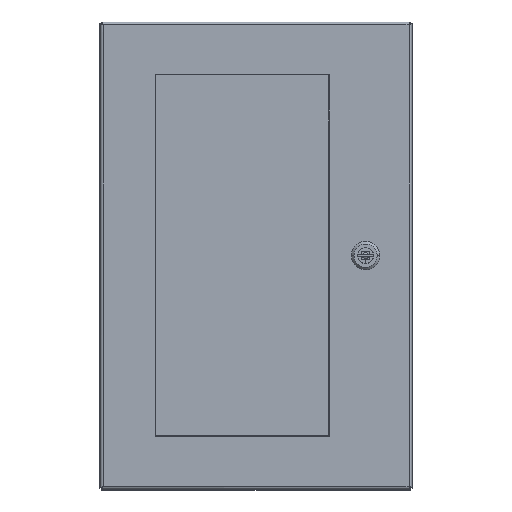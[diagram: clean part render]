
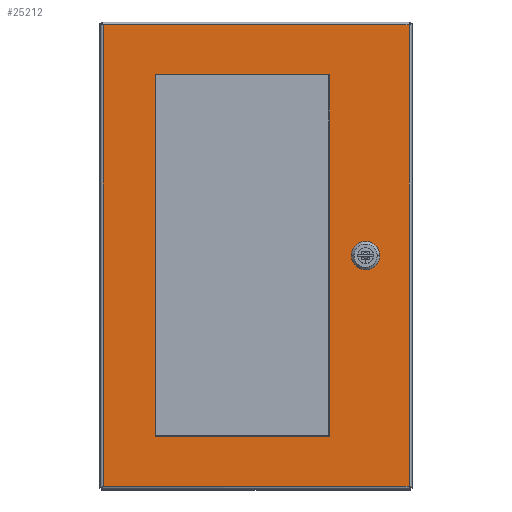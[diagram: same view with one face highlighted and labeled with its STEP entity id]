
A CAD part, front view. The second image highlights one B-rep face of the part: STEP entity #25212.
In plain terms, the highlighted planar face has unit normal (0, -1, 0).
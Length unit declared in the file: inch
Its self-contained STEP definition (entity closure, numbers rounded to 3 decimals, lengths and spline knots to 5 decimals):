
#25 = LINE ( 'NONE', #9724, #14699 ) ;
#215 = LINE ( 'NONE', #21972, #21521 ) ;
#370 = VERTEX_POINT ( 'NONE', #30319 ) ;
#653 = CARTESIAN_POINT ( 'NONE',  ( 4.6545, -1.796, -9.3105 ) ) ;
#773 = CARTESIAN_POINT ( 'NONE',  ( -5.946, -1.796, -2.059 ) ) ;
#1032 = CARTESIAN_POINT ( 'NONE',  ( 2.871, -1.796, -2.059 ) ) ;
#1326 = CARTESIAN_POINT ( 'NONE',  ( 5.947, -1.796, -0.108 ) ) ;
#1417 = VECTOR ( 'NONE', #20033, 39.37008 ) ;
#1427 = FACE_BOUND ( 'NONE', #29015, .T. ) ;
#1596 = EDGE_CURVE ( 'NONE', #19626, #27139, #27505, .T. ) ;
#1864 = CARTESIAN_POINT ( 'NONE',  ( 3.8635, -1.796, -8.8485 ) ) ;
#1920 = ORIENTED_EDGE ( 'NONE', *, *, #14461, .T. ) ;
#2068 = EDGE_CURVE ( 'NONE', #19397, #3595, #20768, .T. ) ;
#2090 = CARTESIAN_POINT ( 'NONE',  ( -5.946, -1.796, -18.051 ) ) ;
#2455 = LINE ( 'NONE', #28996, #22954 ) ;
#3154 = VECTOR ( 'NONE', #10211, 39.37008 ) ;
#3398 = CARTESIAN_POINT ( 'NONE',  ( 4.028, -1.796, -9.475 ) ) ;
#3438 = VECTOR ( 'NONE', #28175, 39.37008 ) ;
#3595 = VERTEX_POINT ( 'NONE', #1326 ) ;
#3603 = EDGE_CURVE ( 'NONE', #370, #16848, #11171, .T. ) ;
#4071 = CARTESIAN_POINT ( 'NONE',  ( 5.947, -1.796, -18.051 ) ) ;
#4198 = EDGE_CURVE ( 'NONE', #28865, #12361, #17655, .T. ) ;
#4493 = ORIENTED_EDGE ( 'NONE', *, *, #4811, .T. ) ;
#4625 = DIRECTION ( 'NONE',  ( -0.707, 0., 0.707 ) ) ;
#4811 = EDGE_CURVE ( 'NONE', #31204, #18596, #7576, .T. ) ;
#5536 = LINE ( 'NONE', #773, #18971 ) ;
#5567 = ORIENTED_EDGE ( 'NONE', *, *, #13970, .T. ) ;
#5992 = DIRECTION ( 'NONE',  ( -1., 0., 0. ) ) ;
#6346 = VECTOR ( 'NONE', #10671, 39.37008 ) ;
#6925 = CARTESIAN_POINT ( 'NONE',  ( -5.946, -1.796, -18.051 ) ) ;
#7329 = LINE ( 'NONE', #2090, #8106 ) ;
#7528 = ORIENTED_EDGE ( 'NONE', *, *, #30795, .T. ) ;
#7576 = LINE ( 'NONE', #26334, #24633 ) ;
#7673 = LINE ( 'NONE', #12429, #3154 ) ;
#8106 = VECTOR ( 'NONE', #16708, 39.37008 ) ;
#8376 = VECTOR ( 'NONE', #19721, 39.37008 ) ;
#8789 = DIRECTION ( 'NONE',  ( 0., 0., 1. ) ) ;
#9724 = CARTESIAN_POINT ( 'NONE',  ( 4.028, -1.796, -9.475 ) ) ;
#10054 = CARTESIAN_POINT ( 'NONE',  ( 5.947, -1.796, -18.051 ) ) ;
#10211 = DIRECTION ( 'NONE',  ( 0.707, 0., 0.707 ) ) ;
#10671 = DIRECTION ( 'NONE',  ( 0., 0., -1. ) ) ;
#10773 = DIRECTION ( 'NONE',  ( 0., 0., 1. ) ) ;
#10828 = CARTESIAN_POINT ( 'NONE',  ( 4.6545, -1.796, -8.8485 ) ) ;
#10884 = ORIENTED_EDGE ( 'NONE', *, *, #21708, .T. ) ;
#10955 = EDGE_CURVE ( 'NONE', #28813, #370, #25, .T. ) ;
#11122 = PLANE ( 'NONE',  #26872 ) ;
#11171 = LINE ( 'NONE', #30555, #23823 ) ;
#11240 = EDGE_LOOP ( 'NONE', ( #16329, #22531, #4493, #1920, #17878, #28574, #16042, #17526 ) ) ;
#11721 = LINE ( 'NONE', #16799, #31163 ) ;
#12153 = DIRECTION ( 'NONE',  ( -1., 0., 0. ) ) ;
#12194 = CARTESIAN_POINT ( 'NONE',  ( 4.6545, -1.796, -9.3105 ) ) ;
#12361 = VERTEX_POINT ( 'NONE', #23166 ) ;
#12409 = CARTESIAN_POINT ( 'NONE',  ( 4.6545, -1.796, -18.051 ) ) ;
#12429 = CARTESIAN_POINT ( 'NONE',  ( 3.8635, -1.796, -8.8485 ) ) ;
#12639 = ORIENTED_EDGE ( 'NONE', *, *, #4198, .T. ) ;
#12955 = ORIENTED_EDGE ( 'NONE', *, *, #2068, .T. ) ;
#13355 = DIRECTION ( 'NONE',  ( 0., -1., 0. ) ) ;
#13494 = ORIENTED_EDGE ( 'NONE', *, *, #28436, .T. ) ;
#13970 = EDGE_CURVE ( 'NONE', #18041, #28865, #5536, .T. ) ;
#14461 = EDGE_CURVE ( 'NONE', #18596, #17955, #215, .T. ) ;
#14507 = ORIENTED_EDGE ( 'NONE', *, *, #24992, .T. ) ;
#14699 = VECTOR ( 'NONE', #4625, 39.37008 ) ;
#15006 = EDGE_CURVE ( 'NONE', #17955, #19626, #27190, .T. ) ;
#16042 = ORIENTED_EDGE ( 'NONE', *, *, #28601, .T. ) ;
#16049 = CARTESIAN_POINT ( 'NONE',  ( -5.946, -1.796, -18.051 ) ) ;
#16329 = ORIENTED_EDGE ( 'NONE', *, *, #3603, .T. ) ;
#16708 = DIRECTION ( 'NONE',  ( 1., 0., 0. ) ) ;
#16799 = CARTESIAN_POINT ( 'NONE',  ( -5.946, -1.796, -16.1 ) ) ;
#16848 = VERTEX_POINT ( 'NONE', #1864 ) ;
#17526 = ORIENTED_EDGE ( 'NONE', *, *, #10955, .T. ) ;
#17580 = CARTESIAN_POINT ( 'NONE',  ( -5.946, -1.796, -0.108 ) ) ;
#17655 = LINE ( 'NONE', #20039, #6346 ) ;
#17878 = ORIENTED_EDGE ( 'NONE', *, *, #15006, .T. ) ;
#17955 = VERTEX_POINT ( 'NONE', #10828 ) ;
#18014 = CARTESIAN_POINT ( 'NONE',  ( 4.028, -1.796, -8.684 ) ) ;
#18041 = VERTEX_POINT ( 'NONE', #28454 ) ;
#18056 = CARTESIAN_POINT ( 'NONE',  ( 4.49, -1.796, -9.475 ) ) ;
#18201 = VERTEX_POINT ( 'NONE', #21914 ) ;
#18596 = VERTEX_POINT ( 'NONE', #29352 ) ;
#18971 = VECTOR ( 'NONE', #29687, 39.37008 ) ;
#19395 = VECTOR ( 'NONE', #26897, 39.37008 ) ;
#19397 = VERTEX_POINT ( 'NONE', #10054 ) ;
#19436 = DIRECTION ( 'NONE',  ( 0.707, 0., -0.707 ) ) ;
#19626 = VERTEX_POINT ( 'NONE', #12194 ) ;
#19721 = DIRECTION ( 'NONE',  ( 0., 0., -1. ) ) ;
#19899 = CARTESIAN_POINT ( 'NONE',  ( -5.946, -1.796, -18.051 ) ) ;
#20033 = DIRECTION ( 'NONE',  ( -0.707, 0., -0.707 ) ) ;
#20039 = CARTESIAN_POINT ( 'NONE',  ( 2.871, -1.796, -18.051 ) ) ;
#20437 = LINE ( 'NONE', #20749, #29521 ) ;
#20749 = CARTESIAN_POINT ( 'NONE',  ( -5.946, -1.796, -0.108 ) ) ;
#20768 = LINE ( 'NONE', #4071, #21958 ) ;
#20809 = DIRECTION ( 'NONE',  ( 0., 0., -1. ) ) ;
#20956 = ORIENTED_EDGE ( 'NONE', *, *, #27701, .T. ) ;
#21384 = EDGE_LOOP ( 'NONE', ( #12955, #20956, #13494, #14507 ) ) ;
#21521 = VECTOR ( 'NONE', #19436, 39.37008 ) ;
#21708 = EDGE_CURVE ( 'NONE', #18201, #18041, #28335, .T. ) ;
#21914 = CARTESIAN_POINT ( 'NONE',  ( -3.9195, -1.796, -16.1 ) ) ;
#21958 = VECTOR ( 'NONE', #10773, 39.37008 ) ;
#21972 = CARTESIAN_POINT ( 'NONE',  ( 4.49, -1.796, -8.684 ) ) ;
#22531 = ORIENTED_EDGE ( 'NONE', *, *, #28395, .T. ) ;
#22954 = VECTOR ( 'NONE', #12153, 39.37008 ) ;
#23166 = CARTESIAN_POINT ( 'NONE',  ( 2.871, -1.796, -16.1 ) ) ;
#23191 = FACE_BOUND ( 'NONE', #11240, .T. ) ;
#23823 = VECTOR ( 'NONE', #8789, 39.37008 ) ;
#23938 = DIRECTION ( 'NONE',  ( 1., 0., 0. ) ) ;
#24633 = VECTOR ( 'NONE', #23938, 39.37008 ) ;
#24667 = LINE ( 'NONE', #19899, #19395 ) ;
#24992 = EDGE_CURVE ( 'NONE', #30263, #19397, #7329, .T. ) ;
#25212 = ADVANCED_FACE ( 'NONE', ( #27665, #23191, #1427 ), #11122, .T. ) ;
#26334 = CARTESIAN_POINT ( 'NONE',  ( -5.946, -1.796, -8.684 ) ) ;
#26872 = AXIS2_PLACEMENT_3D ( 'NONE', #16049, #13355, #20809 ) ;
#26897 = DIRECTION ( 'NONE',  ( 0., 0., -1. ) ) ;
#27092 = VERTEX_POINT ( 'NONE', #17580 ) ;
#27139 = VERTEX_POINT ( 'NONE', #18056 ) ;
#27190 = LINE ( 'NONE', #12409, #8376 ) ;
#27505 = LINE ( 'NONE', #653, #1417 ) ;
#27665 = FACE_OUTER_BOUND ( 'NONE', #21384, .T. ) ;
#27701 = EDGE_CURVE ( 'NONE', #3595, #27092, #20437, .T. ) ;
#28027 = CARTESIAN_POINT ( 'NONE',  ( -3.9195, -1.796, -18.051 ) ) ;
#28175 = DIRECTION ( 'NONE',  ( 0., 0., 1. ) ) ;
#28335 = LINE ( 'NONE', #28027, #3438 ) ;
#28395 = EDGE_CURVE ( 'NONE', #16848, #31204, #7673, .T. ) ;
#28436 = EDGE_CURVE ( 'NONE', #27092, #30263, #24667, .T. ) ;
#28454 = CARTESIAN_POINT ( 'NONE',  ( -3.9195, -1.796, -2.059 ) ) ;
#28574 = ORIENTED_EDGE ( 'NONE', *, *, #1596, .T. ) ;
#28601 = EDGE_CURVE ( 'NONE', #27139, #28813, #2455, .T. ) ;
#28813 = VERTEX_POINT ( 'NONE', #3398 ) ;
#28865 = VERTEX_POINT ( 'NONE', #1032 ) ;
#28996 = CARTESIAN_POINT ( 'NONE',  ( -5.946, -1.796, -9.475 ) ) ;
#29015 = EDGE_LOOP ( 'NONE', ( #5567, #12639, #7528, #10884 ) ) ;
#29032 = DIRECTION ( 'NONE',  ( -1., 0., 0. ) ) ;
#29352 = CARTESIAN_POINT ( 'NONE',  ( 4.49, -1.796, -8.684 ) ) ;
#29521 = VECTOR ( 'NONE', #5992, 39.37008 ) ;
#29687 = DIRECTION ( 'NONE',  ( 1., 0., 0. ) ) ;
#30263 = VERTEX_POINT ( 'NONE', #6925 ) ;
#30319 = CARTESIAN_POINT ( 'NONE',  ( 3.8635, -1.796, -9.3105 ) ) ;
#30555 = CARTESIAN_POINT ( 'NONE',  ( 3.8635, -1.796, -18.051 ) ) ;
#30795 = EDGE_CURVE ( 'NONE', #12361, #18201, #11721, .T. ) ;
#31163 = VECTOR ( 'NONE', #29032, 39.37008 ) ;
#31204 = VERTEX_POINT ( 'NONE', #18014 ) ;
